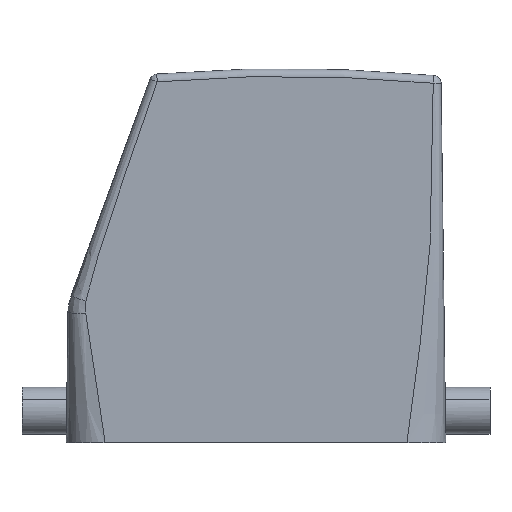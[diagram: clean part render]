
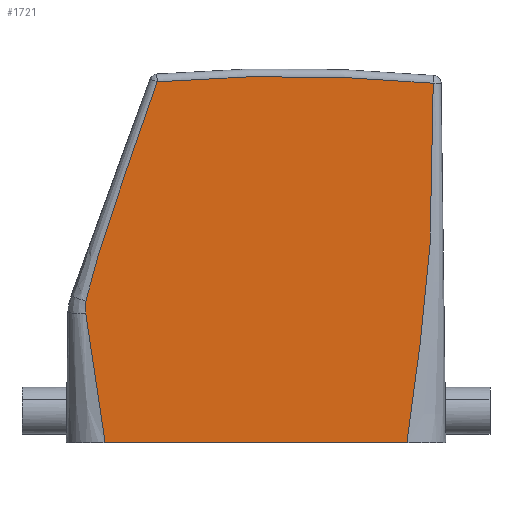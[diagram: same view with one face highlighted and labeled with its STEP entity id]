
A CAD part, left-side view. The second image highlights one B-rep face of the part: STEP entity #1721.
In plain terms, the highlighted planar face has unit normal (-1, 0, 0).
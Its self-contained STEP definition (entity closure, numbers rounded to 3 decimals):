
#1649=AXIS2_PLACEMENT_3D('Plane Axis2P3D',#1646,#1647,#1648) ;
#1710=AXIS2_PLACEMENT_3D('Circle Axis2P3D',#1708,#1709,$) ;
#662=CARTESIAN_POINT('Control Point',(0.,63.985,69.452)) ;
#663=CARTESIAN_POINT('Control Point',(0.,64.667,67.538)) ;
#664=CARTESIAN_POINT('Control Point',(0.,65.339,65.641)) ;
#665=CARTESIAN_POINT('Control Point',(0.,65.994,63.782)) ;
#666=CARTESIAN_POINT('Control Point',(0.,67.26,60.162)) ;
#667=CARTESIAN_POINT('Control Point',(0.,68.514,56.54)) ;
#668=CARTESIAN_POINT('Control Point',(0.,69.099,54.843)) ;
#669=CARTESIAN_POINT('Control Point',(0.,70.264,51.447)) ;
#670=CARTESIAN_POINT('Control Point',(0.,71.421,48.051)) ;
#671=CARTESIAN_POINT('Control Point',(0.,71.996,46.353)) ;
#672=CARTESIAN_POINT('Control Point',(0.,72.978,43.435)) ;
#673=CARTESIAN_POINT('Control Point',(0.,73.942,40.513)) ;
#674=CARTESIAN_POINT('Control Point',(0.,74.315,39.371)) ;
#675=CARTESIAN_POINT('Control Point',(0.,75.311,36.235)) ;
#676=CARTESIAN_POINT('Control Point',(0.,76.238,33.079)) ;
#677=CARTESIAN_POINT('Control Point',(0.,76.77,31.147)) ;
#678=CARTESIAN_POINT('Control Point',(0.,77.268,29.206)) ;
#679=CARTESIAN_POINT('Control Point',(0.,77.735,27.257)) ;
#680=CARTESIAN_POINT('Vertex',(0.,77.735,27.257)) ;
#682=CARTESIAN_POINT('Vertex',(0.,63.985,69.452)) ;
#1628=CARTESIAN_POINT('Vertex',(0.,77.743,24.955)) ;
#1632=CARTESIAN_POINT('Control Point',(0.,77.735,27.257)) ;
#1633=CARTESIAN_POINT('Control Point',(0.,77.822,26.795)) ;
#1634=CARTESIAN_POINT('Control Point',(0.,77.868,26.326)) ;
#1635=CARTESIAN_POINT('Control Point',(0.,77.87,25.857)) ;
#1636=CARTESIAN_POINT('Control Point',(0.,77.827,25.397)) ;
#1637=CARTESIAN_POINT('Control Point',(0.,77.743,24.955)) ;
#1646=CARTESIAN_POINT('Axis2P3D Location',(0.,6.967,-30.8)) ;
#1652=CARTESIAN_POINT('Control Point',(0.,77.743,24.955)) ;
#1653=CARTESIAN_POINT('Control Point',(0.,77.326,21.512)) ;
#1654=CARTESIAN_POINT('Control Point',(0.,76.835,18.072)) ;
#1655=CARTESIAN_POINT('Control Point',(0.,76.298,14.68)) ;
#1656=CARTESIAN_POINT('Control Point',(0.,75.662,10.725)) ;
#1657=CARTESIAN_POINT('Control Point',(0.,75.041,6.763)) ;
#1658=CARTESIAN_POINT('Control Point',(0.,74.975,6.341)) ;
#1659=CARTESIAN_POINT('Control Point',(0.,74.817,5.324)) ;
#1660=CARTESIAN_POINT('Control Point',(0.,74.662,4.312)) ;
#1661=CARTESIAN_POINT('Control Point',(0.,74.586,3.818)) ;
#1662=CARTESIAN_POINT('Control Point',(0.,74.425,2.758)) ;
#1663=CARTESIAN_POINT('Control Point',(0.,74.267,1.7)) ;
#1664=CARTESIAN_POINT('Control Point',(0.,74.182,1.135)) ;
#1665=CARTESIAN_POINT('Control Point',(0.,74.099,0.568)) ;
#1666=CARTESIAN_POINT('Control Point',(0.,74.015,0.)) ;
#1667=CARTESIAN_POINT('Vertex',(0.,74.015,0.)) ;
#1670=CARTESIAN_POINT('Line Origine',(0.,45.001,0.)) ;
#1674=CARTESIAN_POINT('Vertex',(0.,15.987,0.)) ;
#1678=CARTESIAN_POINT('Control Point',(0.,10.921,69.176)) ;
#1679=CARTESIAN_POINT('Control Point',(0.,10.919,67.615)) ;
#1680=CARTESIAN_POINT('Control Point',(0.,10.92,66.054)) ;
#1681=CARTESIAN_POINT('Control Point',(0.,10.924,64.492)) ;
#1682=CARTESIAN_POINT('Control Point',(0.,10.935,62.229)) ;
#1683=CARTESIAN_POINT('Control Point',(0.,10.953,59.967)) ;
#1684=CARTESIAN_POINT('Control Point',(0.,10.959,59.244)) ;
#1685=CARTESIAN_POINT('Control Point',(0.,10.984,56.528)) ;
#1686=CARTESIAN_POINT('Control Point',(0.,11.018,53.811)) ;
#1687=CARTESIAN_POINT('Control Point',(0.,11.05,51.697)) ;
#1688=CARTESIAN_POINT('Control Point',(0.,11.094,49.267)) ;
#1689=CARTESIAN_POINT('Control Point',(0.,11.158,46.849)) ;
#1690=CARTESIAN_POINT('Control Point',(0.,11.17,46.433)) ;
#1691=CARTESIAN_POINT('Control Point',(0.,11.345,40.487)) ;
#1692=CARTESIAN_POINT('Control Point',(0.,11.666,34.543)) ;
#1693=CARTESIAN_POINT('Control Point',(0.,12.194,29.003)) ;
#1694=CARTESIAN_POINT('Control Point',(0.,13.111,21.358)) ;
#1695=CARTESIAN_POINT('Control Point',(0.,14.14,13.726)) ;
#1696=CARTESIAN_POINT('Control Point',(0.,14.43,11.601)) ;
#1697=CARTESIAN_POINT('Control Point',(0.,14.78,9.039)) ;
#1698=CARTESIAN_POINT('Control Point',(0.,15.127,6.477)) ;
#1699=CARTESIAN_POINT('Control Point',(0.,15.186,6.04)) ;
#1700=CARTESIAN_POINT('Control Point',(0.,15.385,4.564)) ;
#1701=CARTESIAN_POINT('Control Point',(0.,15.581,3.091)) ;
#1702=CARTESIAN_POINT('Control Point',(0.,15.717,2.06)) ;
#1703=CARTESIAN_POINT('Control Point',(0.,15.852,1.031)) ;
#1704=CARTESIAN_POINT('Control Point',(0.,15.987,0.)) ;
#1705=CARTESIAN_POINT('Vertex',(0.,10.921,69.176)) ;
#1708=CARTESIAN_POINT('Axis2P3D Location',(0.,39.,-228.)) ;
#1647=DIRECTION('Axis2P3D Direction',(-1.,0.,0.)) ;
#1648=DIRECTION('Axis2P3D XDirection',(0.,-0.17,0.985)) ;
#1671=DIRECTION('Vector Direction',(0.,-1.,0.)) ;
#1709=DIRECTION('Axis2P3D Direction',(-1.,0.,0.)) ;
#1672=VECTOR('Line Direction',#1671,1.) ;
#1714=ORIENTED_EDGE('',*,*,#684,.F.) ;
#1715=ORIENTED_EDGE('',*,*,#1638,.F.) ;
#1716=ORIENTED_EDGE('',*,*,#1669,.F.) ;
#1717=ORIENTED_EDGE('',*,*,#1676,.T.) ;
#1718=ORIENTED_EDGE('',*,*,#1707,.T.) ;
#1719=ORIENTED_EDGE('',*,*,#1712,.T.) ;
#1721=ADVANCED_FACE('Housing',(#1720),#1650,.T.) ;
#661=B_SPLINE_CURVE_WITH_KNOTS('',5,(#662,#663,#664,#665,#666,#667,#668,#669,#670,#671,#672,#673,#674,#675,#676,#677,#678,#679),.UNSPECIFIED.,.F.,.U.,(6,3,3,3,3,6),(46.846,56.964,65.89,74.816,81.222,91.225),.UNSPECIFIED.) ;
#1631=B_SPLINE_CURVE_WITH_KNOTS('',5,(#1632,#1633,#1634,#1635,#1636,#1637),.UNSPECIFIED.,.F.,.U.,(6,6),(204.023,206.992),.UNSPECIFIED.) ;
#1651=B_SPLINE_CURVE_WITH_KNOTS('',5,(#1652,#1653,#1654,#1655,#1656,#1657,#1658,#1659,#1660,#1661,#1662,#1663,#1664,#1665,#1666),.UNSPECIFIED.,.F.,.U.,(6,3,3,3,6),(0.,24.507,28.211,31.774,35.859),.UNSPECIFIED.) ;
#1677=B_SPLINE_CURVE_WITH_KNOTS('',5,(#1678,#1679,#1680,#1681,#1682,#1683,#1684,#1685,#1686,#1687,#1688,#1689,#1690,#1691,#1692,#1693,#1694,#1695,#1696,#1697,#1698,#1699,#1700,#1701,#1702,#1703,#1704),.UNSPECIFIED.,.F.,.U.,(6,3,3,3,3,3,3,3,6),(0.,11.056,16.021,30.291,33.14,72.412,87.57,90.689,98.087),.UNSPECIFIED.) ;
#1711=CIRCLE('generated circle',#1710,298.5) ;
#684=EDGE_CURVE('',#681,#683,#661,.F.) ;
#1638=EDGE_CURVE('',#1629,#681,#1631,.F.) ;
#1669=EDGE_CURVE('',#1668,#1629,#1651,.F.) ;
#1676=EDGE_CURVE('',#1668,#1675,#1673,.T.) ;
#1707=EDGE_CURVE('',#1675,#1706,#1677,.F.) ;
#1712=EDGE_CURVE('',#1706,#683,#1711,.T.) ;
#1713=EDGE_LOOP('',(#1714,#1715,#1716,#1717,#1718,#1719)) ;
#1720=FACE_OUTER_BOUND('',#1713,.T.) ;
#1673=LINE('Line',#1670,#1672) ;
#1650=PLANE('',#1649) ;
#681=VERTEX_POINT('',#680) ;
#683=VERTEX_POINT('',#682) ;
#1629=VERTEX_POINT('',#1628) ;
#1668=VERTEX_POINT('',#1667) ;
#1675=VERTEX_POINT('',#1674) ;
#1706=VERTEX_POINT('',#1705) ;
